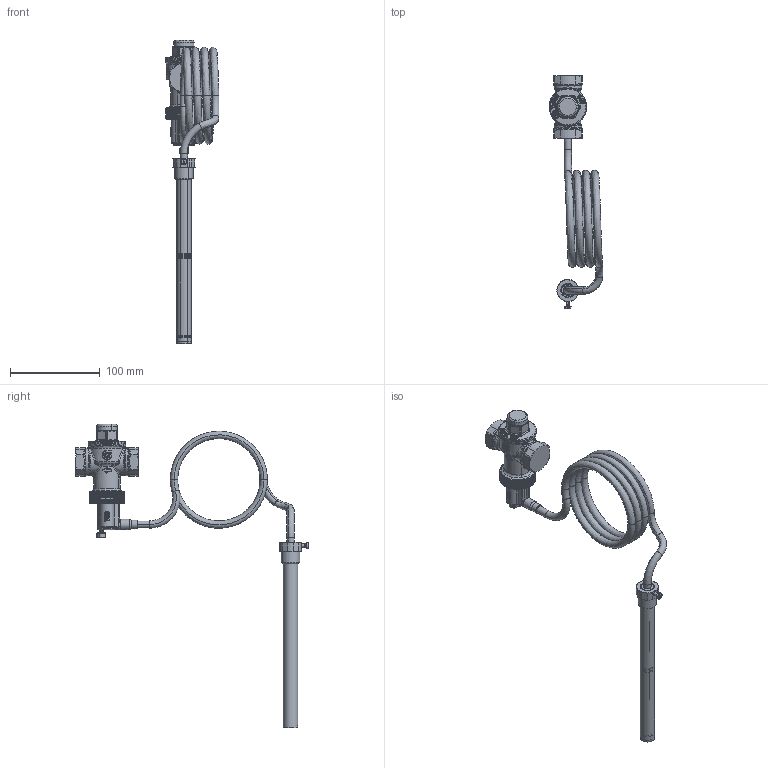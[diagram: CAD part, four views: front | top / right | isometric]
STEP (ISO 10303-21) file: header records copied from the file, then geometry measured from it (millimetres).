
FILE_DESCRIPTION(('CATIA V5 STEP Exchange'),'2;1');
FILE_NAME('STEP_543513_-_TST.stp','2018-11-15T13:39:19+00:00',('none'),('none'),'CATIA Version 5-6 Release 2016 SP4','CATIA V5 STEP AP203','none');
FILE_SCHEMA(('CONFIG_CONTROL_DESIGN'));
Length unit declared in the file: millimetre
Products named in the file (1): 543513 - TST
Bounding box: 60.09 x 259.95 x 338.99 mm (x, y, z)
Volume: 232789 mm3; surface area: 90261.9 mm2
Topology: 3 solids, 7 shells, 2462 faces, 5983 edges, 3432 vertices
Faces by surface type: bspline 1205, cylinder 709, plane 172, torus 148, cone 121, sphere 107
Entity records: 143452 total; most frequent: CARTESIAN_POINT 100534, ORIENTED_EDGE 11632, EDGE_CURVE 5816, DIRECTION 3744, B_SPLINE_CURVE_WITH_KNOTS 3531, VERTEX_POINT 3432, EDGE_LOOP 2538, ADVANCED_FACE 2462
